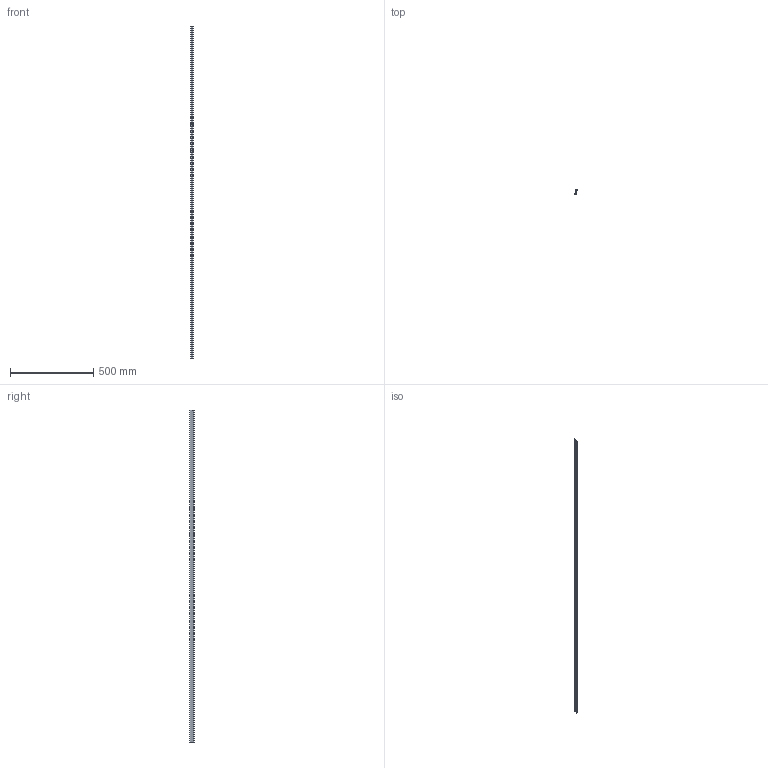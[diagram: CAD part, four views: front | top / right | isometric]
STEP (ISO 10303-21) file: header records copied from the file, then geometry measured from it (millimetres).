
FILE_DESCRIPTION (( 'STEP AP214' ), '1' );
FILE_NAME ('6023096.stp', '2016-06-22T05:36:12', ( '' ), ( '' ), 'SwSTEP 2.0', 'SolidWorks 2014', '' );
FILE_SCHEMA (( 'AUTOMOTIVE_DESIGN' ));
Length unit declared in the file: millimetre
Products named in the file (1): 6023096
Bounding box: 15.11 x 28.5 x 2000 mm (x, y, z)
Volume: 220121 mm3; surface area: 234563.3 mm2
Topology: 1 solids, 1 shells, 31 faces, 87 edges, 58 vertices
Faces by surface type: plane 19, cylinder 12
Entity records: 1039 total; most frequent: CARTESIAN_POINT 177, DIRECTION 175, ORIENTED_EDGE 174, EDGE_CURVE 87, LINE 63, VECTOR 63, VERTEX_POINT 58, AXIS2_PLACEMENT_3D 56
